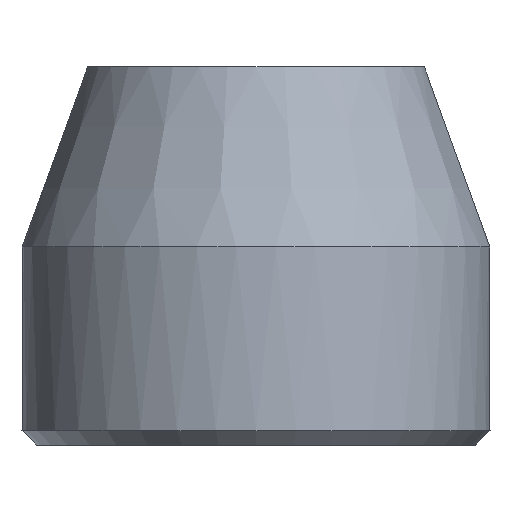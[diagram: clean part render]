
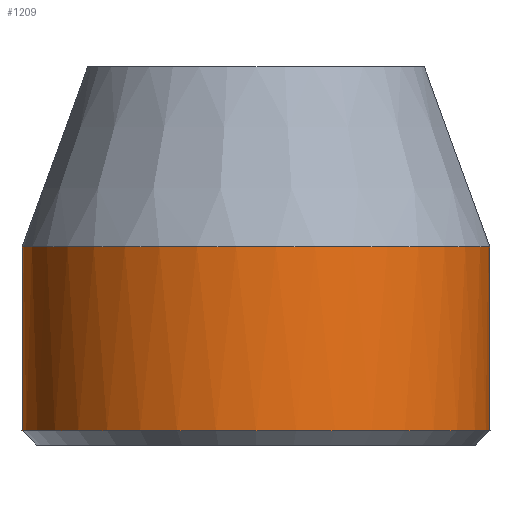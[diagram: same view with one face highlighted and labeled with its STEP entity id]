
A CAD part, left-side view. The second image highlights one B-rep face of the part: STEP entity #1209.
In plain terms, the highlighted cylindrical face has radius 6.5 mm (diameter 13 mm), a partial arc.
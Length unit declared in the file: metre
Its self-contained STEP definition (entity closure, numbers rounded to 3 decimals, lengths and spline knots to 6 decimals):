
#54=CYLINDRICAL_SURFACE('',#1316,0.0065);
#81=LINE('',#1890,#131);
#82=LINE('',#1897,#132);
#83=LINE('',#1901,#133);
#84=LINE('',#1908,#134);
#131=VECTOR('',#1491,1.);
#132=VECTOR('',#1492,1.);
#133=VECTOR('',#1495,1.);
#134=VECTOR('',#1496,1.);
#192=CIRCLE('',#1305,0.0065);
#201=CIRCLE('',#1317,0.0065);
#301=ORIENTED_EDGE('',*,*,#668,.T.);
#302=ORIENTED_EDGE('',*,*,#685,.T.);
#303=ORIENTED_EDGE('',*,*,#686,.T.);
#304=ORIENTED_EDGE('',*,*,#687,.T.);
#305=ORIENTED_EDGE('',*,*,#688,.T.);
#306=ORIENTED_EDGE('',*,*,#689,.T.);
#307=ORIENTED_EDGE('',*,*,#690,.T.);
#308=ORIENTED_EDGE('',*,*,#691,.T.);
#309=ORIENTED_EDGE('',*,*,#692,.T.);
#310=ORIENTED_EDGE('',*,*,#693,.T.);
#668=EDGE_CURVE('',#861,#860,#192,.F.);
#685=EDGE_CURVE('',#860,#877,#975,.T.);
#686=EDGE_CURVE('',#877,#878,#81,.T.);
#687=EDGE_CURVE('',#878,#879,#976,.T.);
#688=EDGE_CURVE('',#879,#880,#82,.T.);
#689=EDGE_CURVE('',#880,#881,#201,.T.);
#690=EDGE_CURVE('',#881,#882,#83,.F.);
#691=EDGE_CURVE('',#882,#883,#977,.F.);
#692=EDGE_CURVE('',#883,#884,#84,.F.);
#693=EDGE_CURVE('',#884,#861,#978,.F.);
#860=VERTEX_POINT('',#1836);
#861=VERTEX_POINT('',#1838);
#877=VERTEX_POINT('',#1889);
#878=VERTEX_POINT('',#1891);
#879=VERTEX_POINT('',#1896);
#880=VERTEX_POINT('',#1898);
#881=VERTEX_POINT('',#1900);
#882=VERTEX_POINT('',#1902);
#883=VERTEX_POINT('',#1907);
#884=VERTEX_POINT('',#1909);
#975=B_SPLINE_CURVE_WITH_KNOTS('',3,(#1885,#1886,#1887,#1888),
 .UNSPECIFIED.,.F.,.F.,(4,4),(0.,0.001798),
 .UNSPECIFIED.);
#976=B_SPLINE_CURVE_WITH_KNOTS('',3,(#1892,#1893,#1894,#1895),
 .UNSPECIFIED.,.F.,.F.,(4,4),(0.,0.00251),.UNSPECIFIED.);
#977=B_SPLINE_CURVE_WITH_KNOTS('',3,(#1903,#1904,#1905,#1906),
 .UNSPECIFIED.,.F.,.F.,(4,4),(0.,0.00251),.UNSPECIFIED.);
#978=B_SPLINE_CURVE_WITH_KNOTS('',3,(#1910,#1911,#1912,#1913),
 .UNSPECIFIED.,.F.,.F.,(4,4),(0.,0.001798),.UNSPECIFIED.);
#1022=EDGE_LOOP('',(#301,#302,#303,#304,#305,#306,#307,#308,#309,#310));
#1112=FACE_BOUND('',#1022,.T.);
#1209=ADVANCED_FACE('',(#1112),#54,.T.);
#1305=AXIS2_PLACEMENT_3D('',#1837,#1463,#1464);
#1316=AXIS2_PLACEMENT_3D('',#1884,#1489,#1490);
#1317=AXIS2_PLACEMENT_3D('',#1899,#1493,#1494);
#1463=DIRECTION('',(0.,0.,1.));
#1464=DIRECTION('',(1.,0.,0.));
#1489=DIRECTION('',(0.,0.,-1.));
#1490=DIRECTION('',(-1.,0.,0.));
#1491=DIRECTION('',(0.,0.,-1.));
#1492=DIRECTION('',(0.,0.,-1.));
#1493=DIRECTION('',(0.,0.,1.));
#1494=DIRECTION('',(1.,0.,0.));
#1495=DIRECTION('',(0.,0.,-1.));
#1496=DIRECTION('',(0.,0.,-1.));
#1836=CARTESIAN_POINT('',(-0.067806,0.003135,0.0055));
#1837=CARTESIAN_POINT('',(-0.0735,0.,0.0055));
#1838=CARTESIAN_POINT('',(-0.067806,-0.003135,0.0055));
#1884=CARTESIAN_POINT('',(-0.0735,0.,0.0055));
#1885=CARTESIAN_POINT('',(-0.067806,0.003135,0.0055));
#1886=CARTESIAN_POINT('',(-0.068075,0.003623,0.005279));
#1887=CARTESIAN_POINT('',(-0.068387,0.004047,0.004988));
#1888=CARTESIAN_POINT('',(-0.068745,0.004432,0.0047));
#1889=CARTESIAN_POINT('',(-0.068745,0.004432,0.0047));
#1890=CARTESIAN_POINT('',(-0.068745,0.004432,0.0055));
#1891=CARTESIAN_POINT('',(-0.068745,0.004432,0.003388));
#1892=CARTESIAN_POINT('',(-0.068745,0.004432,0.003388));
#1893=CARTESIAN_POINT('',(-0.069266,0.004991,0.003012));
#1894=CARTESIAN_POINT('',(-0.069809,0.005392,0.002501));
#1895=CARTESIAN_POINT('',(-0.070398,0.005712,0.002));
#1896=CARTESIAN_POINT('',(-0.070398,0.005712,0.002));
#1897=CARTESIAN_POINT('',(-0.070398,0.005712,0.0055));
#1898=CARTESIAN_POINT('',(-0.070398,0.005712,0.0004));
#1899=CARTESIAN_POINT('',(-0.0735,0.,0.0004));
#1900=CARTESIAN_POINT('',(-0.070398,-0.005712,0.0004));
#1901=CARTESIAN_POINT('',(-0.070398,-0.005712,0.0055));
#1902=CARTESIAN_POINT('',(-0.070398,-0.005712,0.002));
#1903=CARTESIAN_POINT('',(-0.068745,-0.004432,0.003388));
#1904=CARTESIAN_POINT('',(-0.069266,-0.004991,0.003012));
#1905=CARTESIAN_POINT('',(-0.069809,-0.005392,0.002501));
#1906=CARTESIAN_POINT('',(-0.070398,-0.005712,0.002));
#1907=CARTESIAN_POINT('',(-0.068745,-0.004432,0.003388));
#1908=CARTESIAN_POINT('',(-0.068745,-0.004432,0.0055));
#1909=CARTESIAN_POINT('',(-0.068745,-0.004432,0.0047));
#1910=CARTESIAN_POINT('',(-0.067806,-0.003135,0.0055));
#1911=CARTESIAN_POINT('',(-0.068074,-0.003623,0.005279));
#1912=CARTESIAN_POINT('',(-0.068387,-0.004048,0.004988));
#1913=CARTESIAN_POINT('',(-0.068745,-0.004432,0.0047));
